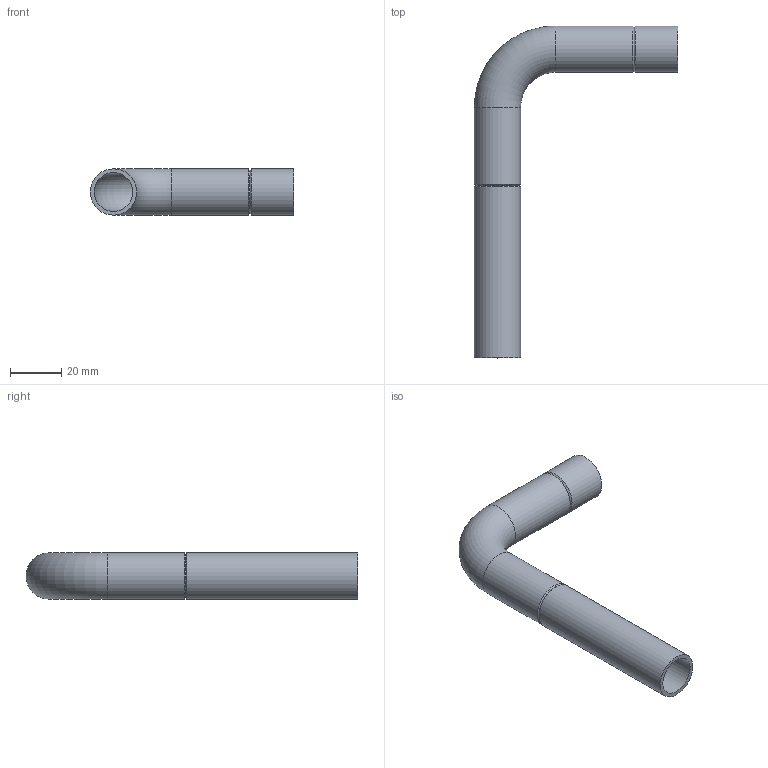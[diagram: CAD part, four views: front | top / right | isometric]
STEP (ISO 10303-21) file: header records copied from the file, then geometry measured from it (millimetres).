
FILE_DESCRIPTION(/* description */ (''),/* implementation_level */ '2;1');
FILE_NAME(/* name */ '30403.stp',/* time_stamp */ '2014-04-01T19:30:53+02:00',/* author */ ('bruh'),/* organization */ (''),/* preprocessor_version */ 'ST-DEVELOPER v15.2',/* originating_system */ 'Autodesk Inventor 2014',/* authorisation */ '');
FILE_SCHEMA (('AUTOMOTIVE_DESIGN { 1 0 10303 214 3 1 1 }'));
Length unit declared in the file: millimetre
Products named in the file (2): 30403
Bounding box: 79 x 129 x 18 mm (x, y, z)
Volume: 13994.9 mm3; surface area: 18894.3 mm2
Topology: 1 solids, 1 shells, 14 faces, 26 edges, 14 vertices
Faces by surface type: cylinder 6, cone 4, torus 2, plane 2
Full cylindrical faces by diameter (mm): 15 x2, 18 x4
Entity records: 328 total; most frequent: DIRECTION 62, CARTESIAN_POINT 45, AXIS2_PLACEMENT_3D 31, EDGE_LOOP 28, ORIENTED_EDGE 28, FACE_BOUND 16, CIRCLE 14, VERTEX_POINT 14
